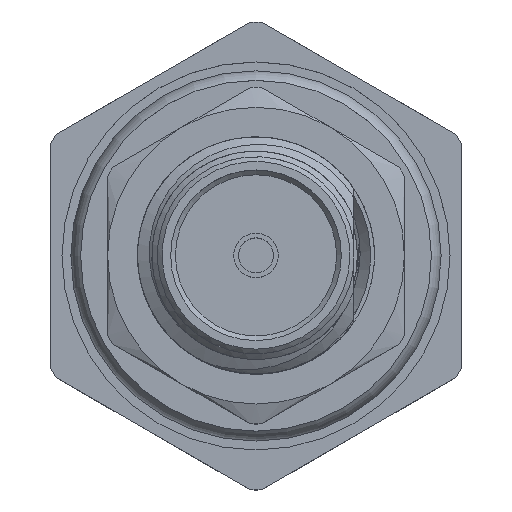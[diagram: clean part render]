
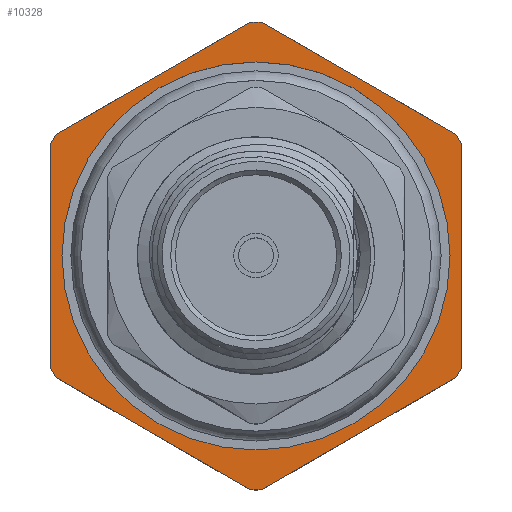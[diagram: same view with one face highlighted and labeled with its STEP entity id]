
A CAD part, top view. The second image highlights one B-rep face of the part: STEP entity #10328.
In plain terms, the highlighted face is planar.
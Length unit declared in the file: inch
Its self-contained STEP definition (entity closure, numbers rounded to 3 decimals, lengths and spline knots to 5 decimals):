
#196 = EDGE_CURVE ( 'NONE', #5805, #8866, #14628, .T. ) ;
#520 = VERTEX_POINT ( 'NONE', #12395 ) ;
#750 = ORIENTED_EDGE ( 'NONE', *, *, #15887, .T. ) ;
#861 = VERTEX_POINT ( 'NONE', #18785 ) ;
#972 = VERTEX_POINT ( 'NONE', #1101 ) ;
#1009 = EDGE_CURVE ( 'NONE', #861, #11908, #13784, .T. ) ;
#1055 = VERTEX_POINT ( 'NONE', #7775 ) ;
#1101 = CARTESIAN_POINT ( 'NONE',  ( 0.41339, 0.11833, -0.21654 ) ) ;
#1371 = EDGE_LOOP ( 'NONE', ( #750, #5691, #18168, #6819, #19109, #19692, #14132, #20382, #12983, #19802, #2880, #7429 ) ) ;
#2072 = LINE ( 'NONE', #8642, #3955 ) ;
#2370 = CARTESIAN_POINT ( 'NONE',  ( 0.41339, 0., 0. ) ) ;
#2428 = DIRECTION ( 'NONE',  ( 1., 0., 0. ) ) ;
#2670 = CARTESIAN_POINT ( 'NONE',  ( 0.41339, 0., 0. ) ) ;
#2821 = DIRECTION ( 'NONE',  ( 1., 0., 0. ) ) ;
#2880 = ORIENTED_EDGE ( 'NONE', *, *, #8355, .T. ) ;
#3153 = CARTESIAN_POINT ( 'NONE',  ( 0.41339, 0., 0. ) ) ;
#3255 = DIRECTION ( 'NONE',  ( 0., 1., 0. ) ) ;
#3322 = VERTEX_POINT ( 'NONE', #16461 ) ;
#3955 = VECTOR ( 'NONE', #15418, 39.37008 ) ;
#4117 = AXIS2_PLACEMENT_3D ( 'NONE', #18434, #16618, #11780 ) ;
#4234 = CARTESIAN_POINT ( 'NONE',  ( 0.41339, 0.25003, 0. ) ) ;
#4273 = FACE_OUTER_BOUND ( 'NONE', #1371, .T. ) ;
#4420 = DIRECTION ( 'NONE',  ( 1., 0., 0. ) ) ;
#4469 = CIRCLE ( 'NONE', #4117, 0.24676 ) ;
#4496 = PLANE ( 'NONE',  #10122 ) ;
#4513 = AXIS2_PLACEMENT_3D ( 'NONE', #17561, #2821, #9381 ) ;
#4672 = CIRCLE ( 'NONE', #16021, 0.20465 ) ;
#4913 = DIRECTION ( 'NONE',  ( 0., 0.5, 0.866 ) ) ;
#5117 = LINE ( 'NONE', #13199, #8439 ) ;
#5160 = EDGE_CURVE ( 'NONE', #11832, #520, #4469, .T. ) ;
#5691 = ORIENTED_EDGE ( 'NONE', *, *, #20720, .F. ) ;
#5758 = DIRECTION ( 'NONE',  ( 0., 1., 0. ) ) ;
#5805 = VERTEX_POINT ( 'NONE', #16244 ) ;
#5991 = VECTOR ( 'NONE', #6481, 39.37008 ) ;
#6006 = AXIS2_PLACEMENT_3D ( 'NONE', #3153, #19615, #3255 ) ;
#6170 = EDGE_LOOP ( 'NONE', ( #18242 ) ) ;
#6456 = VERTEX_POINT ( 'NONE', #17821 ) ;
#6481 = DIRECTION ( 'NONE',  ( 0., -0.5, 0.866 ) ) ;
#6630 = CARTESIAN_POINT ( 'NONE',  ( 0.41339, 0.24669, -0.00579 ) ) ;
#6819 = ORIENTED_EDGE ( 'NONE', *, *, #1009, .F. ) ;
#7216 = DIRECTION ( 'NONE',  ( 0., 1., 0. ) ) ;
#7429 = ORIENTED_EDGE ( 'NONE', *, *, #16241, .F. ) ;
#7725 = VERTEX_POINT ( 'NONE', #15749 ) ;
#7775 = CARTESIAN_POINT ( 'NONE',  ( 0.41339, -0.24669, -0.00579 ) ) ;
#7839 = CARTESIAN_POINT ( 'NONE',  ( 0.41339, 0.20465, 0. ) ) ;
#8355 = EDGE_CURVE ( 'NONE', #5805, #1055, #16399, .T. ) ;
#8411 = AXIS2_PLACEMENT_3D ( 'NONE', #12804, #11302, #11201 ) ;
#8439 = VECTOR ( 'NONE', #4913, 39.37008 ) ;
#8642 = CARTESIAN_POINT ( 'NONE',  ( 0.41339, 0.12502, -0.21654 ) ) ;
#8732 = LINE ( 'NONE', #20145, #15989 ) ;
#8750 = EDGE_CURVE ( 'NONE', #13021, #11908, #8732, .T. ) ;
#8866 = VERTEX_POINT ( 'NONE', #17025 ) ;
#9085 = DIRECTION ( 'NONE',  ( 0., -0.5, -0.866 ) ) ;
#9381 = DIRECTION ( 'NONE',  ( 0., 1., 0. ) ) ;
#10122 = AXIS2_PLACEMENT_3D ( 'NONE', #7839, #14512, #17299 ) ;
#10328 = ADVANCED_FACE ( 'NONE', ( #17736, #4273 ), #4496, .T. ) ;
#10502 = CARTESIAN_POINT ( 'NONE',  ( 0.41339, 0., 0. ) ) ;
#10739 = DIRECTION ( 'NONE',  ( 1., 0., 0. ) ) ;
#11201 = DIRECTION ( 'NONE',  ( 0., 1., 0. ) ) ;
#11302 = DIRECTION ( 'NONE',  ( 1., 0., 0. ) ) ;
#11389 = DIRECTION ( 'NONE',  ( 0., 0.5, -0.866 ) ) ;
#11780 = DIRECTION ( 'NONE',  ( 0., 1., 0. ) ) ;
#11832 = VERTEX_POINT ( 'NONE', #6630 ) ;
#11841 = CIRCLE ( 'NONE', #15277, 0.24676 ) ;
#11908 = VERTEX_POINT ( 'NONE', #13204 ) ;
#12395 = CARTESIAN_POINT ( 'NONE',  ( 0.41339, 0.24669, 0.00579 ) ) ;
#12569 = CIRCLE ( 'NONE', #20115, 0.24676 ) ;
#12804 = CARTESIAN_POINT ( 'NONE',  ( 0.41339, 0., 0. ) ) ;
#12983 = ORIENTED_EDGE ( 'NONE', *, *, #14553, .T. ) ;
#13021 = VERTEX_POINT ( 'NONE', #18257 ) ;
#13199 = CARTESIAN_POINT ( 'NONE',  ( 0.41339, -0.25003, 0. ) ) ;
#13204 = CARTESIAN_POINT ( 'NONE',  ( 0.41339, 0.11833, 0.21654 ) ) ;
#13367 = CARTESIAN_POINT ( 'NONE',  ( 0.41339, -0.12502, -0.21654 ) ) ;
#13481 = EDGE_CURVE ( 'NONE', #3322, #3322, #4672, .T. ) ;
#13566 = VECTOR ( 'NONE', #9085, 39.37008 ) ;
#13784 = CIRCLE ( 'NONE', #4513, 0.24676 ) ;
#14132 = ORIENTED_EDGE ( 'NONE', *, *, #19841, .T. ) ;
#14512 = DIRECTION ( 'NONE',  ( -1., 0., 0. ) ) ;
#14553 = EDGE_CURVE ( 'NONE', #972, #8866, #2072, .T. ) ;
#14628 = CIRCLE ( 'NONE', #6006, 0.24676 ) ;
#15277 = AXIS2_PLACEMENT_3D ( 'NONE', #2370, #4420, #18832 ) ;
#15418 = DIRECTION ( 'NONE',  ( 0., -1., 0. ) ) ;
#15488 = EDGE_CURVE ( 'NONE', #972, #6456, #12569, .T. ) ;
#15749 = CARTESIAN_POINT ( 'NONE',  ( 0.41339, -0.12836, 0.21074 ) ) ;
#15882 = EDGE_CURVE ( 'NONE', #861, #520, #17944, .T. ) ;
#15887 = EDGE_CURVE ( 'NONE', #17510, #7725, #5117, .T. ) ;
#15989 = VECTOR ( 'NONE', #7216, 39.37008 ) ;
#16021 = AXIS2_PLACEMENT_3D ( 'NONE', #10502, #2428, #5758 ) ;
#16241 = EDGE_CURVE ( 'NONE', #17510, #1055, #11841, .T. ) ;
#16244 = CARTESIAN_POINT ( 'NONE',  ( 0.41339, -0.12836, -0.21074 ) ) ;
#16399 = LINE ( 'NONE', #13367, #5991 ) ;
#16461 = CARTESIAN_POINT ( 'NONE',  ( 0.41339, 0.20465, 0. ) ) ;
#16618 = DIRECTION ( 'NONE',  ( 1., 0., 0. ) ) ;
#16939 = CARTESIAN_POINT ( 'NONE',  ( 0.41339, -0.24669, 0.00579 ) ) ;
#17025 = CARTESIAN_POINT ( 'NONE',  ( 0.41339, -0.11833, -0.21654 ) ) ;
#17156 = LINE ( 'NONE', #4234, #13566 ) ;
#17299 = DIRECTION ( 'NONE',  ( 0., -1., 0. ) ) ;
#17408 = DIRECTION ( 'NONE',  ( 0., 1., 0. ) ) ;
#17510 = VERTEX_POINT ( 'NONE', #16939 ) ;
#17561 = CARTESIAN_POINT ( 'NONE',  ( 0.41339, 0., 0. ) ) ;
#17736 = FACE_BOUND ( 'NONE', #6170, .T. ) ;
#17821 = CARTESIAN_POINT ( 'NONE',  ( 0.41339, 0.12836, -0.21074 ) ) ;
#17944 = LINE ( 'NONE', #19663, #18402 ) ;
#18168 = ORIENTED_EDGE ( 'NONE', *, *, #8750, .T. ) ;
#18242 = ORIENTED_EDGE ( 'NONE', *, *, #13481, .T. ) ;
#18257 = CARTESIAN_POINT ( 'NONE',  ( 0.41339, -0.11833, 0.21654 ) ) ;
#18402 = VECTOR ( 'NONE', #11389, 39.37008 ) ;
#18434 = CARTESIAN_POINT ( 'NONE',  ( 0.41339, 0., 0. ) ) ;
#18785 = CARTESIAN_POINT ( 'NONE',  ( 0.41339, 0.12836, 0.21074 ) ) ;
#18832 = DIRECTION ( 'NONE',  ( 0., 1., 0. ) ) ;
#19081 = CIRCLE ( 'NONE', #8411, 0.24676 ) ;
#19109 = ORIENTED_EDGE ( 'NONE', *, *, #15882, .T. ) ;
#19615 = DIRECTION ( 'NONE',  ( 1., 0., 0. ) ) ;
#19663 = CARTESIAN_POINT ( 'NONE',  ( 0.41339, 0.12502, 0.21654 ) ) ;
#19692 = ORIENTED_EDGE ( 'NONE', *, *, #5160, .F. ) ;
#19802 = ORIENTED_EDGE ( 'NONE', *, *, #196, .F. ) ;
#19841 = EDGE_CURVE ( 'NONE', #11832, #6456, #17156, .T. ) ;
#20115 = AXIS2_PLACEMENT_3D ( 'NONE', #2670, #10739, #17408 ) ;
#20145 = CARTESIAN_POINT ( 'NONE',  ( 0.41339, -0.12502, 0.21654 ) ) ;
#20382 = ORIENTED_EDGE ( 'NONE', *, *, #15488, .F. ) ;
#20720 = EDGE_CURVE ( 'NONE', #13021, #7725, #19081, .T. ) ;
